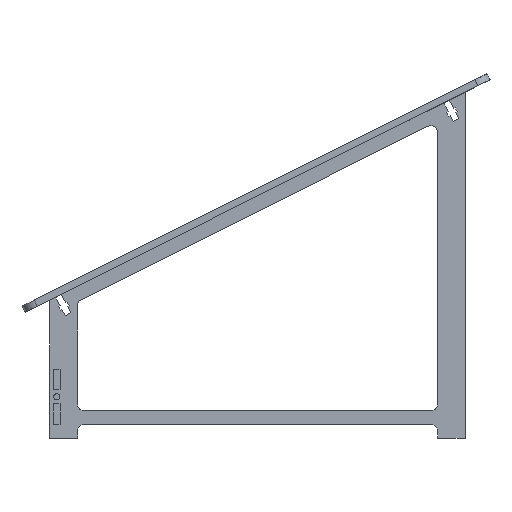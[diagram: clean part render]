
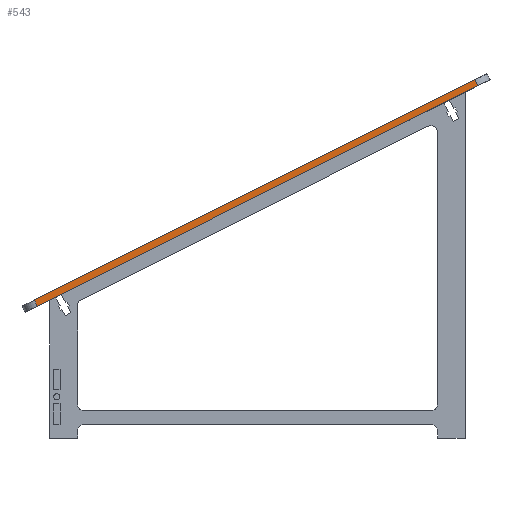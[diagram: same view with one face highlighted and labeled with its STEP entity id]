
A CAD part, left-side view. The second image highlights one B-rep face of the part: STEP entity #543.
In plain terms, the highlighted planar face has unit normal (-1, 0, 0).
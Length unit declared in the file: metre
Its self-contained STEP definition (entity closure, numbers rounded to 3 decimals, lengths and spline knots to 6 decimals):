
#543 = ADVANCED_FACE( '', ( #1172 ), #1173, .T. );
#1172 = FACE_OUTER_BOUND( '', #1870, .T. );
#1173 = PLANE( '', #1871 );
#1870 = EDGE_LOOP( '', ( #3591, #3592, #3593, #3594 ) );
#1871 = AXIS2_PLACEMENT_3D( '', #3595, #3596, #3597 );
#3591 = ORIENTED_EDGE( '', *, *, #4862, .F. );
#3592 = ORIENTED_EDGE( '', *, *, #4448, .F. );
#3593 = ORIENTED_EDGE( '', *, *, #4810, .T. );
#3594 = ORIENTED_EDGE( '', *, *, #4863, .T. );
#3595 = CARTESIAN_POINT( '', ( -0.22, 0.002191, 0.179383 ) );
#3596 = DIRECTION( '', ( -1., 0., 0. ) );
#3597 = DIRECTION( '', ( 0., 0., 1. ) );
#4448 = EDGE_CURVE( '', #5510, #5505, #5512, .T. );
#4810 = EDGE_CURVE( '', #5510, #6023, #6025, .T. );
#4862 = EDGE_CURVE( '', #5505, #6084, #6085, .T. );
#4863 = EDGE_CURVE( '', #6023, #6084, #6086, .T. );
#5505 = VERTEX_POINT( '', #6977 );
#5510 = VERTEX_POINT( '', #6983 );
#5512 = LINE( '', #6985, #6986 );
#6023 = VERTEX_POINT( '', #7748 );
#6025 = LINE( '', #7750, #7751 );
#6084 = VERTEX_POINT( '', #7835 );
#6085 = LINE( '', #7836, #7837 );
#6086 = LINE( '', #7838, #7839 );
#6977 = CARTESIAN_POINT( '', ( -0.22, -0.158944, 0.254472 ) );
#6983 = CARTESIAN_POINT( '', ( -0.22, -0.156753, 0.258855 ) );
#6985 = CARTESIAN_POINT( '', ( -0.22, -0.156753, 0.258855 ) );
#6986 = VECTOR( '', #8286, 1. );
#7748 = CARTESIAN_POINT( '', ( -0.22, 0.161136, 0.099911 ) );
#7750 = CARTESIAN_POINT( '', ( -0.22, 0.002191, 0.179383 ) );
#7751 = VECTOR( '', #8601, 1. );
#7835 = CARTESIAN_POINT( '', ( -0.22, 0.158944, 0.095528 ) );
#7836 = CARTESIAN_POINT( '', ( -0.22, 0., 0.175 ) );
#7837 = VECTOR( '', #8639, 1. );
#7838 = CARTESIAN_POINT( '', ( -0.22, 0.161136, 0.099911 ) );
#7839 = VECTOR( '', #8640, 1. );
#8286 = DIRECTION( '', ( 0., -0.447, -0.894 ) );
#8601 = DIRECTION( '', ( 0., 0.894, -0.447 ) );
#8639 = DIRECTION( '', ( 0., 0.894, -0.447 ) );
#8640 = DIRECTION( '', ( 0., -0.447, -0.894 ) );
